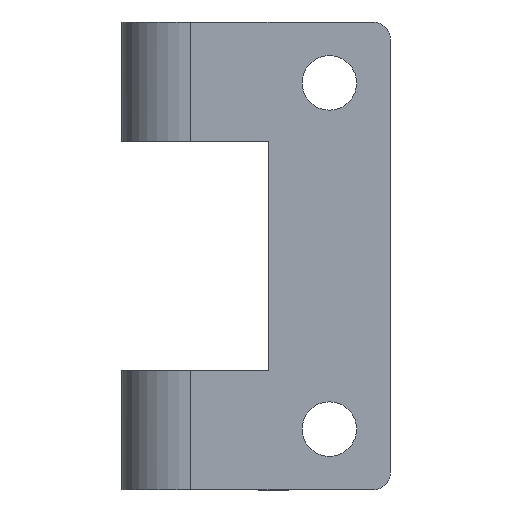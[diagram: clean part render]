
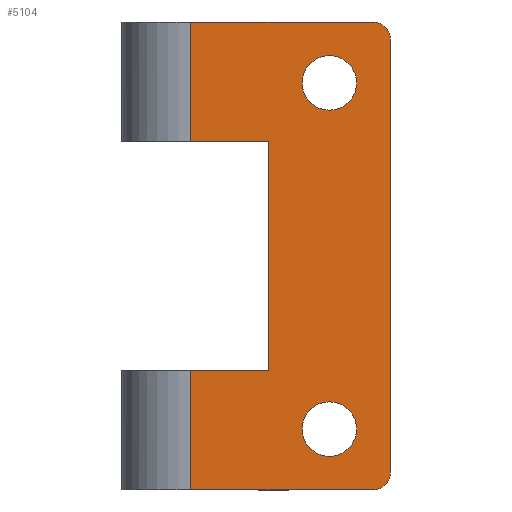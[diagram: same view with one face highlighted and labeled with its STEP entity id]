
A CAD part, front view. The second image highlights one B-rep face of the part: STEP entity #5104.
In plain terms, the highlighted planar face has unit normal (0, -1, 0).
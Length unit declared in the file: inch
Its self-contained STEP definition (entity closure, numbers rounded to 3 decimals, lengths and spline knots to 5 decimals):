
#5 = ORIENTED_EDGE ( 'NONE', *, *, #5167, .F. ) ;
#203 = VERTEX_POINT ( 'NONE', #2720 ) ;
#219 = EDGE_CURVE ( 'NONE', #3349, #3149, #3482, .T. ) ;
#235 = ORIENTED_EDGE ( 'NONE', *, *, #219, .T. ) ;
#251 = EDGE_CURVE ( 'NONE', #284, #3349, #1706, .T. ) ;
#254 = ORIENTED_EDGE ( 'NONE', *, *, #312, .T. ) ;
#256 = VERTEX_POINT ( 'NONE', #1776 ) ;
#265 = EDGE_CURVE ( 'NONE', #203, #256, #1898, .T. ) ;
#268 = ORIENTED_EDGE ( 'NONE', *, *, #251, .T. ) ;
#275 = EDGE_CURVE ( 'NONE', #301, #305, #2043, .T. ) ;
#284 = VERTEX_POINT ( 'NONE', #2695 ) ;
#286 = ORIENTED_EDGE ( 'NONE', *, *, #275, .T. ) ;
#292 = EDGE_CURVE ( 'NONE', #203, #284, #2792, .T. ) ;
#301 = VERTEX_POINT ( 'NONE', #3440 ) ;
#305 = VERTEX_POINT ( 'NONE', #3523 ) ;
#306 = ORIENTED_EDGE ( 'NONE', *, *, #292, .T. ) ;
#312 = EDGE_CURVE ( 'NONE', #305, #301, #4898, .T. ) ;
#323 = ORIENTED_EDGE ( 'NONE', *, *, #265, .F. ) ;
#380 = EDGE_LOOP ( 'NONE', ( #286, #254 ) ) ;
#391 = ORIENTED_EDGE ( 'NONE', *, *, #4663, .T. ) ;
#430 = LINE ( 'NONE', #431, #432 ) ;
#431 = CARTESIAN_POINT ( 'NONE',  ( 0., 0., -0.43 ) ) ;
#432 = VECTOR ( 'NONE', #433, 39.37008 ) ;
#433 = DIRECTION ( 'NONE',  ( -1., 0., 0. ) ) ;
#666 = EDGE_CURVE ( 'NONE', #4296, #4494, #1606, .T. ) ;
#1301 = EDGE_CURVE ( 'NONE', #256, #5123, #1952, .T. ) ;
#1606 = CIRCLE ( 'NONE', #1607, 0.0985 ) ;
#1607 = AXIS2_PLACEMENT_3D ( 'NONE', #1608, #1609, #1610 ) ;
#1608 = CARTESIAN_POINT ( 'NONE',  ( 0.5, 0., -0.22 ) ) ;
#1609 = DIRECTION ( 'NONE',  ( 0., 1., 0. ) ) ;
#1610 = DIRECTION ( 'NONE',  ( 0., 0., 1. ) ) ;
#1633 = ORIENTED_EDGE ( 'NONE', *, *, #1301, .F. ) ;
#1706 = CIRCLE ( 'NONE', #1707, 0.062 ) ;
#1707 = AXIS2_PLACEMENT_3D ( 'NONE', #1708, #1709, #1710 ) ;
#1708 = CARTESIAN_POINT ( 'NONE',  ( 0.658, 0., -1.628 ) ) ;
#1709 = DIRECTION ( 'NONE',  ( 0., -1., 0. ) ) ;
#1710 = DIRECTION ( 'NONE',  ( 0., 0., -1. ) ) ;
#1751 = FACE_OUTER_BOUND ( 'NONE', #5043, .T. ) ;
#1752 = FACE_BOUND ( 'NONE', #4613, .T. ) ;
#1753 = FACE_BOUND ( 'NONE', #380, .T. ) ;
#1754 = PLANE ( 'NONE',  #1755 ) ;
#1755 = AXIS2_PLACEMENT_3D ( 'NONE', #1756, #1757, #1758 ) ;
#1756 = CARTESIAN_POINT ( 'NONE',  ( 0., 0., -1.69 ) ) ;
#1757 = DIRECTION ( 'NONE',  ( 0., -1., 0. ) ) ;
#1758 = DIRECTION ( 'NONE',  ( 0., 0., -1. ) ) ;
#1775 = CARTESIAN_POINT ( 'NONE',  ( 0.72, 0., -0.062 ) ) ;
#1776 = CARTESIAN_POINT ( 'NONE',  ( 0., 0., -1.26 ) ) ;
#1832 = VERTEX_POINT ( 'NONE', #2770 ) ;
#1898 = LINE ( 'NONE', #1899, #1900 ) ;
#1899 = CARTESIAN_POINT ( 'NONE',  ( 0., 0., -1.69 ) ) ;
#1900 = VECTOR ( 'NONE', #1901, 39.37008 ) ;
#1901 = DIRECTION ( 'NONE',  ( 0., 0., 1. ) ) ;
#1918 = CARTESIAN_POINT ( 'NONE',  ( 0.72, 0., -1.628 ) ) ;
#1952 = LINE ( 'NONE', #1953, #1954 ) ;
#1953 = CARTESIAN_POINT ( 'NONE',  ( 0., 0., -1.26 ) ) ;
#1954 = VECTOR ( 'NONE', #1955, 39.37008 ) ;
#1955 = DIRECTION ( 'NONE',  ( 1., 0., 0. ) ) ;
#1962 = CARTESIAN_POINT ( 'NONE',  ( 0.281, 0., -0.43 ) ) ;
#1979 = CARTESIAN_POINT ( 'NONE',  ( 0., 0., -0.43 ) ) ;
#2030 = EDGE_CURVE ( 'NONE', #3149, #1832, #3418, .T. ) ;
#2043 = CIRCLE ( 'NONE', #2044, 0.0985 ) ;
#2044 = AXIS2_PLACEMENT_3D ( 'NONE', #2045, #2046, #2047 ) ;
#2045 = CARTESIAN_POINT ( 'NONE',  ( 0.5, 0., -1.47 ) ) ;
#2046 = DIRECTION ( 'NONE',  ( 0., 1., 0. ) ) ;
#2047 = DIRECTION ( 'NONE',  ( 0., 0., 1. ) ) ;
#2069 = CARTESIAN_POINT ( 'NONE',  ( 0.281, 0., -1.26 ) ) ;
#2084 = LINE ( 'NONE', #2085, #2086 ) ;
#2085 = CARTESIAN_POINT ( 'NONE',  ( 0., 0., -1.69 ) ) ;
#2086 = VECTOR ( 'NONE', #2087, 39.37008 ) ;
#2087 = DIRECTION ( 'NONE',  ( 0., 0., 1. ) ) ;
#2366 = ORIENTED_EDGE ( 'NONE', *, *, #2030, .T. ) ;
#2695 = CARTESIAN_POINT ( 'NONE',  ( 0.658, 0., -1.69 ) ) ;
#2720 = CARTESIAN_POINT ( 'NONE',  ( 0., 0., -1.69 ) ) ;
#2722 = LINE ( 'NONE', #2723, #2724 ) ;
#2723 = CARTESIAN_POINT ( 'NONE',  ( 0.281, 0., -1.69 ) ) ;
#2724 = VECTOR ( 'NONE', #2725, 39.37008 ) ;
#2725 = DIRECTION ( 'NONE',  ( 0., 0., 1. ) ) ;
#2770 = CARTESIAN_POINT ( 'NONE',  ( 0.658, 0., 0. ) ) ;
#2792 = LINE ( 'NONE', #2793, #2794 ) ;
#2793 = CARTESIAN_POINT ( 'NONE',  ( 0., 0., -1.69 ) ) ;
#2794 = VECTOR ( 'NONE', #2795, 39.37008 ) ;
#2795 = DIRECTION ( 'NONE',  ( 1., 0., 0. ) ) ;
#3149 = VERTEX_POINT ( 'NONE', #1775 ) ;
#3349 = VERTEX_POINT ( 'NONE', #1918 ) ;
#3418 = CIRCLE ( 'NONE', #3419, 0.062 ) ;
#3419 = AXIS2_PLACEMENT_3D ( 'NONE', #3420, #3421, #3422 ) ;
#3420 = CARTESIAN_POINT ( 'NONE',  ( 0.658, 0., -0.062 ) ) ;
#3421 = DIRECTION ( 'NONE',  ( 0., -1., 0. ) ) ;
#3422 = DIRECTION ( 'NONE',  ( 0., 0., -1. ) ) ;
#3440 = CARTESIAN_POINT ( 'NONE',  ( 0.5, 0., -1.3715 ) ) ;
#3482 = LINE ( 'NONE', #3483, #3484 ) ;
#3483 = CARTESIAN_POINT ( 'NONE',  ( 0.72, 0., -1.69 ) ) ;
#3484 = VECTOR ( 'NONE', #3485, 39.37008 ) ;
#3485 = DIRECTION ( 'NONE',  ( 0., 0., 1. ) ) ;
#3490 = CARTESIAN_POINT ( 'NONE',  ( 0.5, 0., -0.1215 ) ) ;
#3523 = CARTESIAN_POINT ( 'NONE',  ( 0.5, 0., -1.5685 ) ) ;
#4147 = ORIENTED_EDGE ( 'NONE', *, *, #666, .T. ) ;
#4296 = VERTEX_POINT ( 'NONE', #3490 ) ;
#4494 = VERTEX_POINT ( 'NONE', #4842 ) ;
#4613 = EDGE_LOOP ( 'NONE', ( #4147, #391 ) ) ;
#4663 = EDGE_CURVE ( 'NONE', #4494, #4296, #4930, .T. ) ;
#4729 = ORIENTED_EDGE ( 'NONE', *, *, #5135, .F. ) ;
#4828 = EDGE_CURVE ( 'NONE', #5116, #5118, #430, .T. ) ;
#4842 = CARTESIAN_POINT ( 'NONE',  ( 0.5, 0., -0.3185 ) ) ;
#4843 = CARTESIAN_POINT ( 'NONE',  ( 0., 0., 0. ) ) ;
#4898 = CIRCLE ( 'NONE', #4899, 0.0985 ) ;
#4899 = AXIS2_PLACEMENT_3D ( 'NONE', #4900, #4901, #4902 ) ;
#4900 = CARTESIAN_POINT ( 'NONE',  ( 0.5, 0., -1.47 ) ) ;
#4901 = DIRECTION ( 'NONE',  ( 0., 1., 0. ) ) ;
#4902 = DIRECTION ( 'NONE',  ( 0., 0., 1. ) ) ;
#4930 = CIRCLE ( 'NONE', #4931, 0.0985 ) ;
#4931 = AXIS2_PLACEMENT_3D ( 'NONE', #4932, #4933, #4934 ) ;
#4932 = CARTESIAN_POINT ( 'NONE',  ( 0.5, 0., -0.22 ) ) ;
#4933 = DIRECTION ( 'NONE',  ( 0., 1., 0. ) ) ;
#4934 = DIRECTION ( 'NONE',  ( 0., 0., 1. ) ) ;
#4961 = LINE ( 'NONE', #4962, #4963 ) ;
#4962 = CARTESIAN_POINT ( 'NONE',  ( 0., 0., 0. ) ) ;
#4963 = VECTOR ( 'NONE', #4964, 39.37008 ) ;
#4964 = DIRECTION ( 'NONE',  ( 1., 0., 0. ) ) ;
#5043 = EDGE_LOOP ( 'NONE', ( #4729, #1633, #323, #306, #268, #235, #2366, #5, #5141, #5099 ) ) ;
#5099 = ORIENTED_EDGE ( 'NONE', *, *, #4828, .F. ) ;
#5104 = ADVANCED_FACE ( 'NONE', ( #1751, #1752, #1753 ), #1754, .T. ) ;
#5116 = VERTEX_POINT ( 'NONE', #1962 ) ;
#5118 = VERTEX_POINT ( 'NONE', #1979 ) ;
#5123 = VERTEX_POINT ( 'NONE', #2069 ) ;
#5125 = EDGE_CURVE ( 'NONE', #5118, #5157, #2084, .T. ) ;
#5135 = EDGE_CURVE ( 'NONE', #5123, #5116, #2722, .T. ) ;
#5141 = ORIENTED_EDGE ( 'NONE', *, *, #5125, .F. ) ;
#5157 = VERTEX_POINT ( 'NONE', #4843 ) ;
#5167 = EDGE_CURVE ( 'NONE', #5157, #1832, #4961, .T. ) ;
